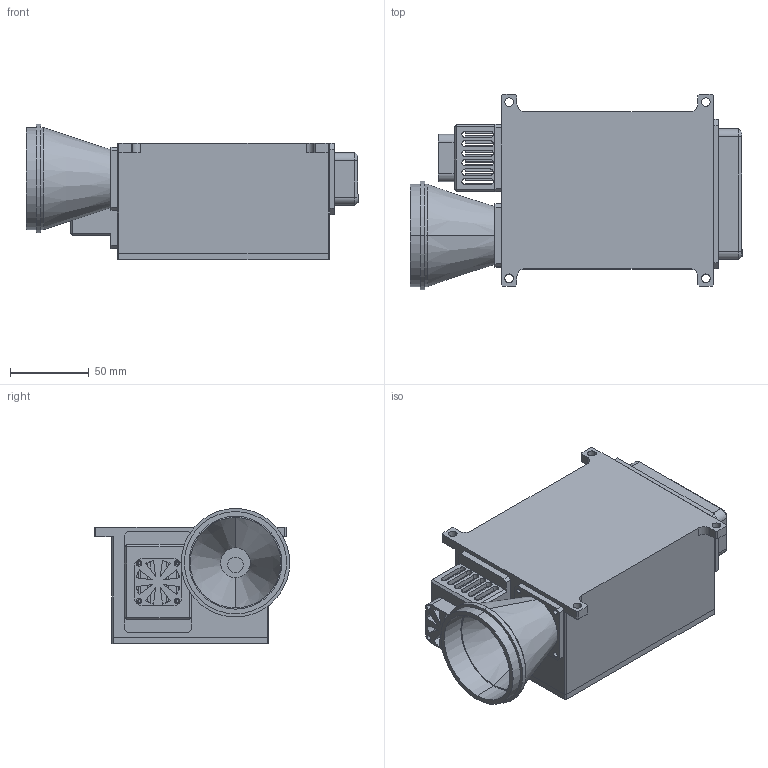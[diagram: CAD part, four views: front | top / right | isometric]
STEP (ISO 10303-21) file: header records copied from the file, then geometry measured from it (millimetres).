
FILE_DESCRIPTION (( 'STEP AP203' ), '1' );
FILE_NAME ('僕謂噤慾嫖聆桽ん.STEP', '2024-06-14T09:26:56', ( 'Owner' ), ( 'Organization' ), 'SwSTEP 2.0', 'SolidWorks 2017', '' );
FILE_SCHEMA (( 'CONFIG_CONTROL_DESIGN' ));
Length unit declared in the file: millimetre
Products named in the file (1): 僕謂噤慾嫖聆桽ん
Bounding box: 211 x 124.25 x 85.9 mm (x, y, z)
Surface area: 119038.1 mm2 (no closed solid volume)
Topology: 0 solids, 8 shells, 255 faces, 821 edges, 572 vertices
Faces by surface type: plane 155, cylinder 92, cone 8
Entity records: 9125 total; most frequent: CARTESIAN_POINT 1649, DIRECTION 1557, ORIENTED_EDGE 1376, EDGE_CURVE 821, VECTOR 597, LINE 597, VERTEX_POINT 572, AXIS2_PLACEMENT_3D 480
